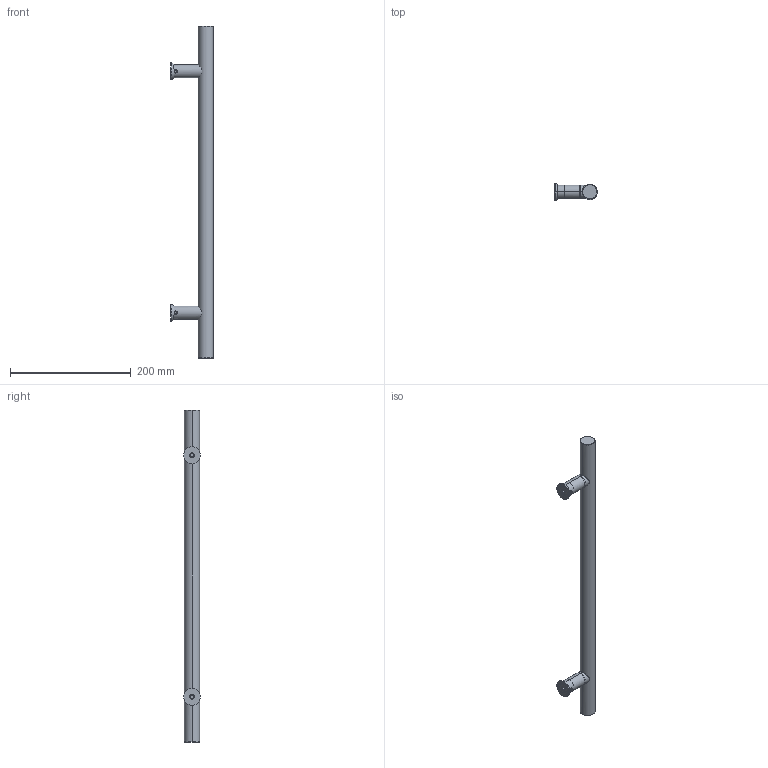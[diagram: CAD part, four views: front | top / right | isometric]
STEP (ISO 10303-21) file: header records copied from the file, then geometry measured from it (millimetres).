
FILE_DESCRIPTION(('Creo Elements/Direct Modeling STEP Export'),'2;1');
FILE_NAME('3426H550.stp','2021-03-18T10:30:06',(''),(''),'Creo Elements/Direct Modeling STEP processor for AP214 (Solid Model)','Creo Elements/Direct Modeling 20.0 12-Nov-2016 (C) Parametric Technology GmbH','');
FILE_SCHEMA(('AUTOMOTIVE_DESIGN { 1 0 10303 214 1 1 1 1 }'));
Length unit declared in the file: millimetre
Products named in the file (18): Stoppel; Stoppel.1; Rohr; Mutter_M_6_DIN_934.1.1; Mutter_M_6_DIN_934.1; Rohr_gesamt; Montageteil; D914M6X6; Unterlagsplatte; Scheibe; Ring; Sockelrohr.1; Fuss; Schraube_M_6x16_DIN_912.1; Fuss_gesamt; Fuss_gesamt.1; Griff_gesamt; NI-10450
Assembly tree (22 placements, depth 5):
  NI-10450
    Griff_gesamt
      Fuss_gesamt.1
        Schraube_M_6x16_DIN_912.1
        Fuss
          Sockelrohr.1
          Ring
          Scheibe
        Unterlagsplatte
        D914M6X6
        Montageteil
      Fuss_gesamt
        Schraube_M_6x16_DIN_912.1
        Fuss
          Sockelrohr.1
          Ring
          Scheibe
        Unterlagsplatte
        D914M6X6
        Montageteil
      Rohr_gesamt
        Mutter_M_6_DIN_934.1
        Mutter_M_6_DIN_934.1.1
        Rohr
        Stoppel.1
        Stoppel
Bounding box: 70.6 x 28 x 550 mm (x, y, z)
Volume: 59851.8 mm3; surface area: 111435 mm2
Topology: 19 solids, 19 shells, 242 faces, 544 edges, 344 vertices
Faces by surface type: cylinder 94, plane 84, cone 64
Entity records: 10572 total; most frequent: CARTESIAN_POINT 6781, ORIENTED_EDGE 688, DIRECTION 592, EDGE_CURVE 344, AXIS2_PLACEMENT_3D 232, VERTEX_POINT 214, EDGE_LOOP 178, FACE_OUTER_BOUND 154
